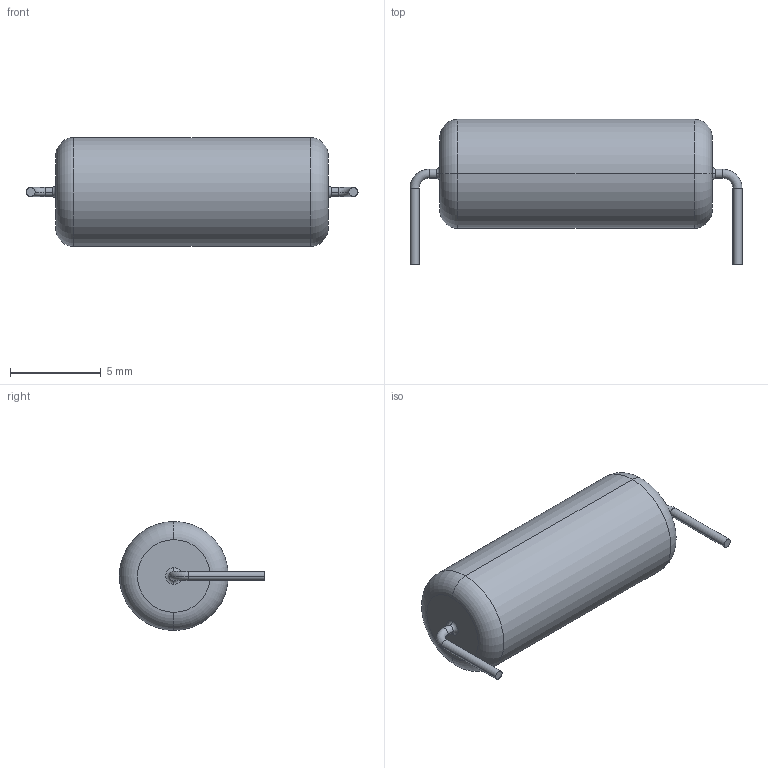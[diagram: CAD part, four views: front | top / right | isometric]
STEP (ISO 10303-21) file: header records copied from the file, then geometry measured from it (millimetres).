
FILE_DESCRIPTION (( 'STEP AP214' ), '1' );
FILE_NAME ('PS_cap700.STEP', '2022-11-19T14:20:47', ( '' ), ( '' ), 'SwSTEP 2.0', 'SolidWorks 2020', '' );
FILE_SCHEMA (( 'AUTOMOTIVE_DESIGN' ));
Length unit declared in the file: millimetre
Products named in the file (1): PS_cap700
Bounding box: 18.28 x 8 x 6 mm (x, y, z)
Volume: 419 mm3; surface area: 341 mm2
Topology: 1 solids, 1 shells, 26 faces, 54 edges, 32 vertices
Faces by surface type: torus 12, cylinder 10, plane 4
Entity records: 894 total; most frequent: DIRECTION 152, CARTESIAN_POINT 113, ORIENTED_EDGE 108, AXIS2_PLACEMENT_3D 71, EDGE_CURVE 54, CIRCLE 44, VERTEX_POINT 32, EDGE_LOOP 28
